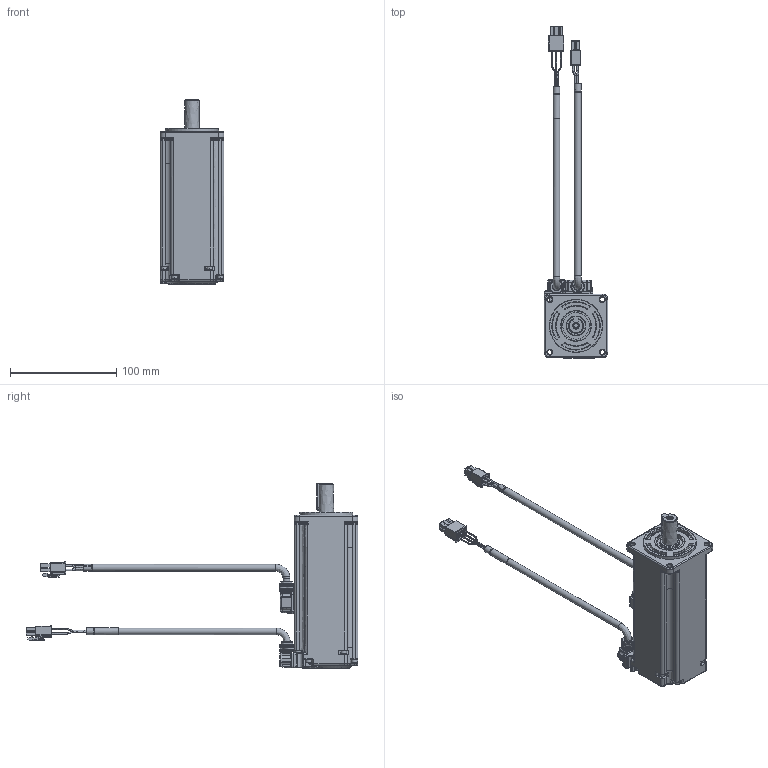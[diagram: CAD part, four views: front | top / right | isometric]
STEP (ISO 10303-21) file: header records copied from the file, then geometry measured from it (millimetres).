
FILE_DESCRIPTION( ('This file contains a STEP AP42 implementation' ,'as created by ZW3D STEP Interface translator.') ,'2;1' );
FILE_NAME( 'X6MH060A-B2LD.stp' ,'21 930.105219', (''), ('ZWCAD Software Co.'), 'Version 1.0', 'ZW3D to STEP translator', '' );
FILE_SCHEMA(('AUTOMOTIVE_DESIGN'));
Length unit declared in the file: millimetre
Products named in the file (1): 0
Bounding box: 60 x 312.45 x 174.1 mm (x, y, z)
Volume: 496895 mm3; surface area: 60853.7 mm2
Topology: 1 solids, 1 shells, 2060 faces, 5489 edges, 3511 vertices
Faces by surface type: bspline 2060
Entity records: 76698 total; most frequent: CARTESIAN_POINT 43357, ORIENTED_EDGE 10922, EDGE_CURVE 5461, B_SPLINE_CURVE_WITH_KNOTS 3829, VERTEX_POINT 3511, EDGE_LOOP 2194, FACE_OUTER_BOUND 2060, ADVANCED_FACE 2060
